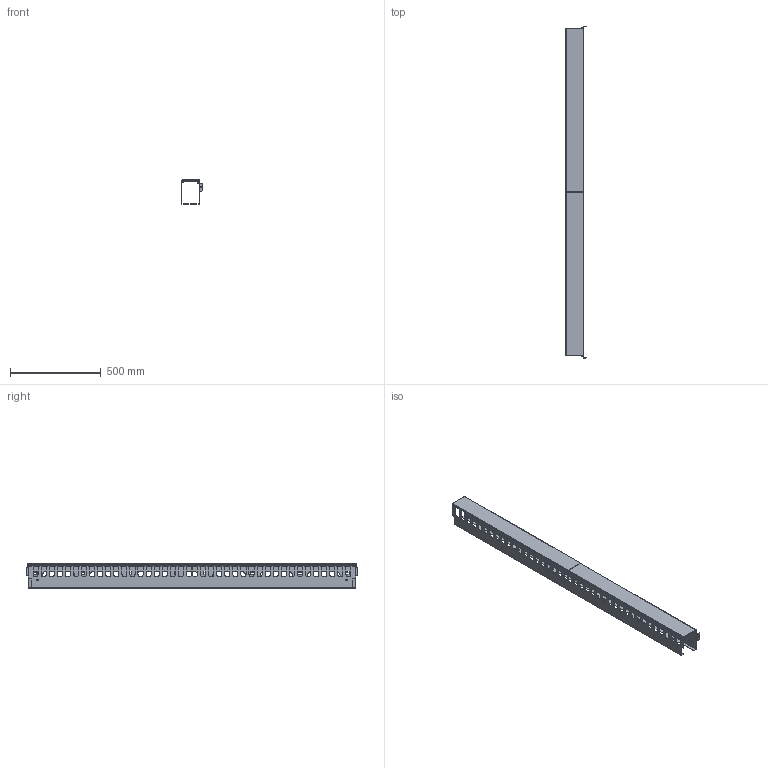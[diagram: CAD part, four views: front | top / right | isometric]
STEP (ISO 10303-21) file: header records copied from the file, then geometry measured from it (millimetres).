
FILE_DESCRIPTION (( 'STEP AP214' ), '1' );
FILE_NAME ('OC-08.19.STEP', '2017-08-07T18:10:59', ( '' ), ( '' ), 'SwSTEP 2.0', 'SolidWorks 2017', '' );
FILE_SCHEMA (( 'AUTOMOTIVE_DESIGN' ));
Length unit declared in the file: millimetre
Products named in the file (2): OC-08.19; OC-08.19-1
Assembly tree (1 placements, depth 2):
  OC-08.19
    OC-08.19-1
Bounding box: 114 x 1828 x 133 mm (x, y, z)
Volume: 638530.2 mm3; surface area: 1295925.2 mm2
Topology: 5 solids, 5 shells, 1160 faces, 2970 edges, 1820 vertices
Faces by surface type: plane 692, cylinder 452, bspline 16
Entity records: 35657 total; most frequent: CARTESIAN_POINT 6686, DIRECTION 6082, ORIENTED_EDGE 5940, EDGE_CURVE 2970, LINE 2042, VECTOR 2042, AXIS2_PLACEMENT_3D 2020, VERTEX_POINT 1820
